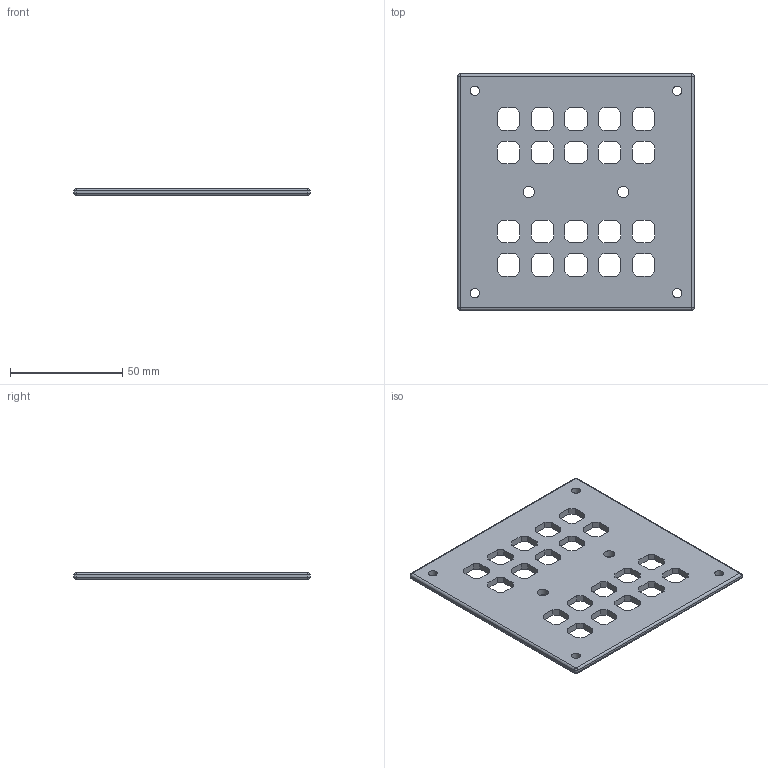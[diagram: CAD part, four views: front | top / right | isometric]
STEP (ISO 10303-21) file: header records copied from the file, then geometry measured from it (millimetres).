
FILE_DESCRIPTION(('STEP AP242'), '1');
FILE_NAME('itemPlankUZO', '', ('UNSPECIFIED'), ('UNSPECIFIED'), 'C3D Converter', 'C3D Toolkit', '');
FILE_SCHEMA(('AP242_MANAGED_MODEL_BASED_3D_ENGINEERING_MIM_LF { 1 0 10303 442 1 1 4 }'));
Length unit declared in the file: millimetre
Bounding box: 105 x 105 x 3 mm (x, y, z)
Volume: 27104.9 mm3; surface area: 21448 mm2
Topology: 1 solids, 1 shells, 192 faces, 554 edges, 356 vertices
Faces by surface type: plane 166, cylinder 18, sphere 8
Full cylindrical faces by diameter (mm): 4 x4, 5 x2
Entity records: 6223 total; most frequent: CARTESIAN_POINT 1089, ORIENTED_EDGE 1080, DIRECTION 962, EDGE_CURVE 540, LINE 504, VECTOR 504, VERTEX_POINT 356, EDGE_LOOP 250
